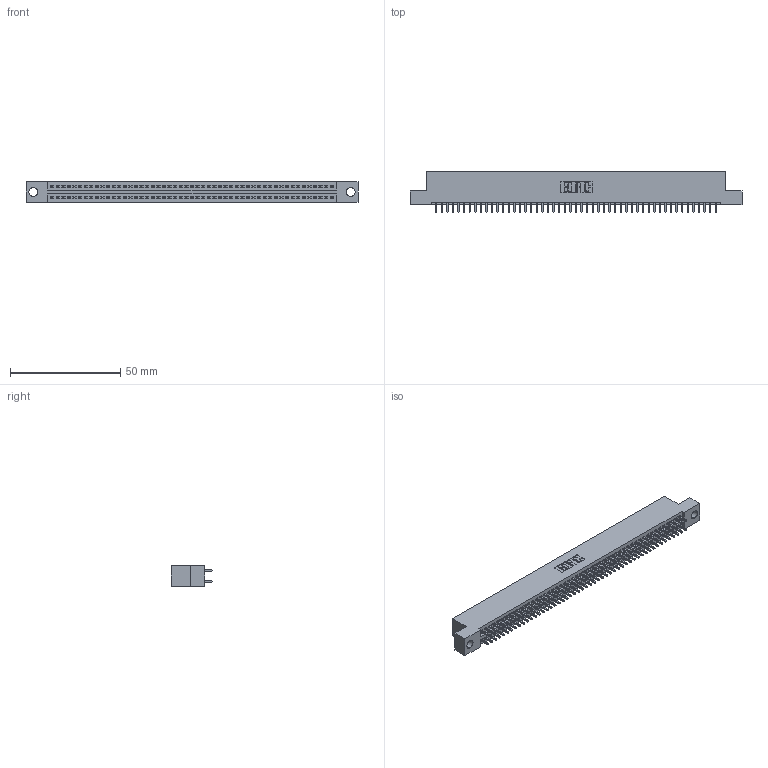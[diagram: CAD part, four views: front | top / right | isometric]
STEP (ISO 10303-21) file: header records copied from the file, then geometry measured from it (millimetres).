
FILE_DESCRIPTION (( 'STEP AP203' ), '1' );
FILE_NAME ('395-102-521-204.STEP', '2018-11-30T05:25:28', ( '' ), ( '' ), 'SwSTEP 2.0', 'SolidWorks 2016', '' );
FILE_SCHEMA (( 'CONFIG_CONTROL_DESIGN' ));
Length unit declared in the file: inch
Products named in the file (3): 345 Part_Flush Mounting Lugs - 0.156 Dia-TH; 345-292-001_345-293-121; 395-102-521-204
Assembly tree (103 placements, depth 2):
  395-102-521-204
    345 Part_Flush Mounting Lugs - 0.156 Dia-TH
    345-292-001_345-293-121  x102
Bounding box: 150.75 x 18.72 x 9.4 mm (x, y, z)
Volume: 14598 mm3; surface area: 21296.8 mm2
Topology: 103 solids, 103 shells, 5226 faces, 15539 edges, 10222 vertices
Faces by surface type: plane 3446, cylinder 1780
Entity records: 38825 total; most frequent: CARTESIAN_POINT 6500, ORIENTED_EDGE 6434, DIRECTION 5721, EDGE_CURVE 3217, VECTOR 2881, LINE 2881, VERTEX_POINT 2142, AXIS2_PLACEMENT_3D 1420
